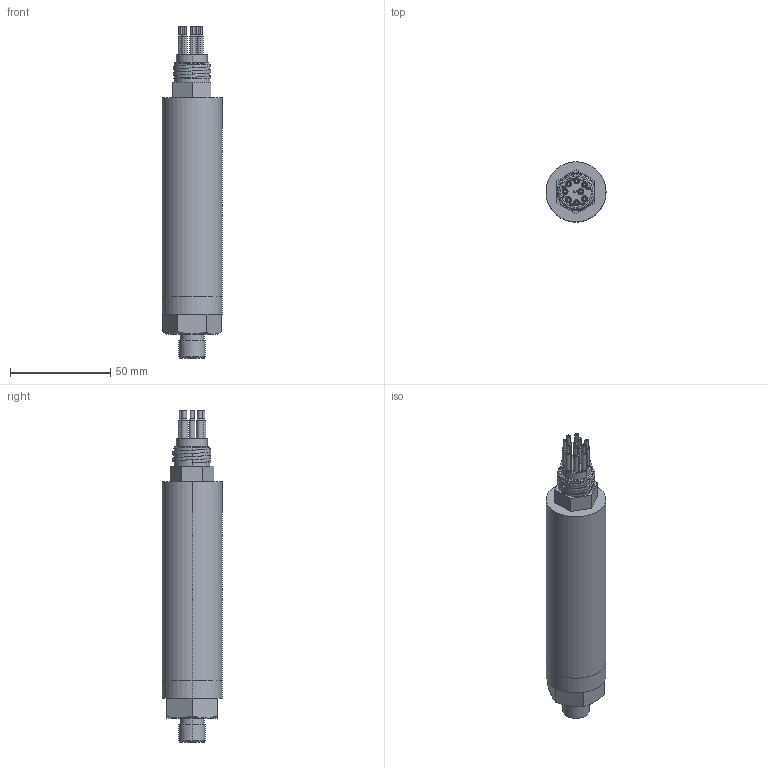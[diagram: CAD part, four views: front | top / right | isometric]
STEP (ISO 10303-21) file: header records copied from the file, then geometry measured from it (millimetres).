
FILE_DESCRIPTION(('Creo Elements/Direct Modeling STEP Export'),'2;1');
FILE_NAME('PR3930.stp','2023-08-24T12:12:13',(''),(''),'Creo Elements/Direct Modeling STEP processor for AP214 (Solid Model)','Creo Elements/Direct Modeling 20.1B 02-Apr-2019 (C) Parametric Technology GmbH','');
FILE_SCHEMA(('AUTOMOTIVE_DESIGN { 1 0 10303 214 1 1 1 1 }'));
Length unit declared in the file: millimetre
Products named in the file (6): 9413; 9750_st_3; 9577; Z1095; PR3930-xxxxAB; PR3930.stp
Assembly tree (5 placements, depth 3):
  PR3930.stp
    PR3930-xxxxAB
      Z1095
      9577
      9750_st_3
      9413
Bounding box: 30 x 30 x 166 mm (x, y, z)
Volume: 64765.9 mm3; surface area: 28815.4 mm2
Topology: 4 solids, 4 shells, 500 faces, 1238 edges, 798 vertices
Faces by surface type: cylinder 205, plane 146, extrusion 72, cone 60, bspline 11, torus 6
Entity records: 24758 total; most frequent: CARTESIAN_POINT 11651, ORIENTED_EDGE 2476, DIRECTION 1500, EDGE_CURVE 1238, VERTEX_POINT 798, EDGE_LOOP 556, VECTOR 546, FACE_OUTER_BOUND 500
